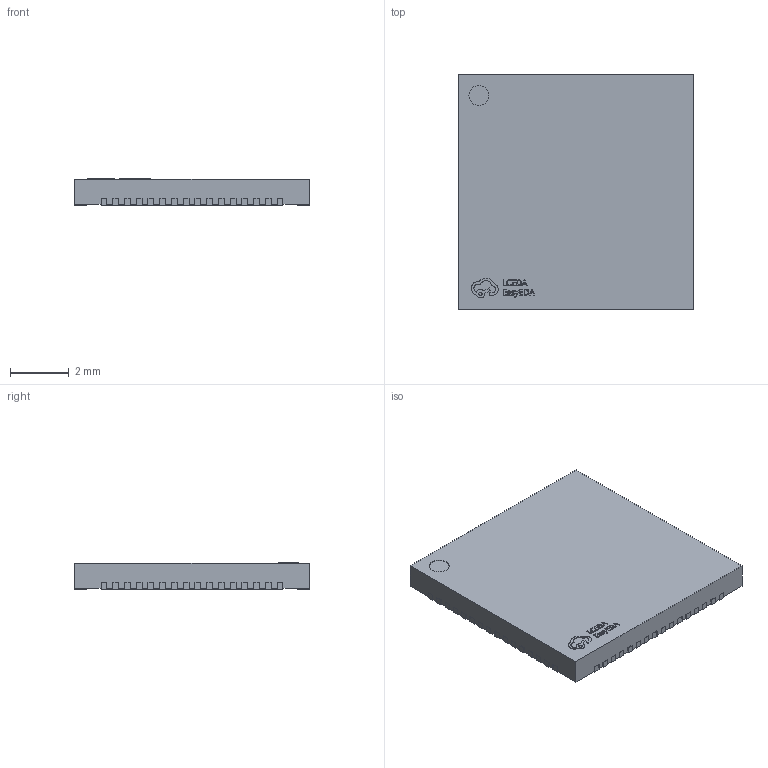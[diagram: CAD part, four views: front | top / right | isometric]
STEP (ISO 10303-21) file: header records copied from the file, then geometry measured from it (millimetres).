
FILE_DESCRIPTION (( 'STEP AP214' ), '1' );
FILE_NAME ('QFN-64_L8.0-W8.0-P0.40-TL-EP6.2.STEP', '2024-04-29T06:02:57', ( 'PC' ), ( 'Microsoft' ), 'SwSTEP 2.0', 'SolidWorks 2020', '' );
FILE_SCHEMA (( 'AUTOMOTIVE_DESIGN' ));
Length unit declared in the file: millimetre
Products named in the file (1): QFN-64_L8.0-W8.0-P0.40-TL-EP6.2
Bounding box: 8.02 x 8.02 x 0.89 mm (x, y, z)
Volume: 55.7 mm3; surface area: 158.8 mm2
Topology: 1 solids, 1 shells, 642 faces, 1857 edges, 1238 vertices
Faces by surface type: plane 458, bspline 98, cylinder 86
Entity records: 28541 total; most frequent: CARTESIAN_POINT 5044, ORIENTED_EDGE 3714, DIRECTION 2919, EDGE_CURVE 1857, LINE 1485, VECTOR 1485, VERTEX_POINT 1238, AXIS2_PLACEMENT_3D 717
